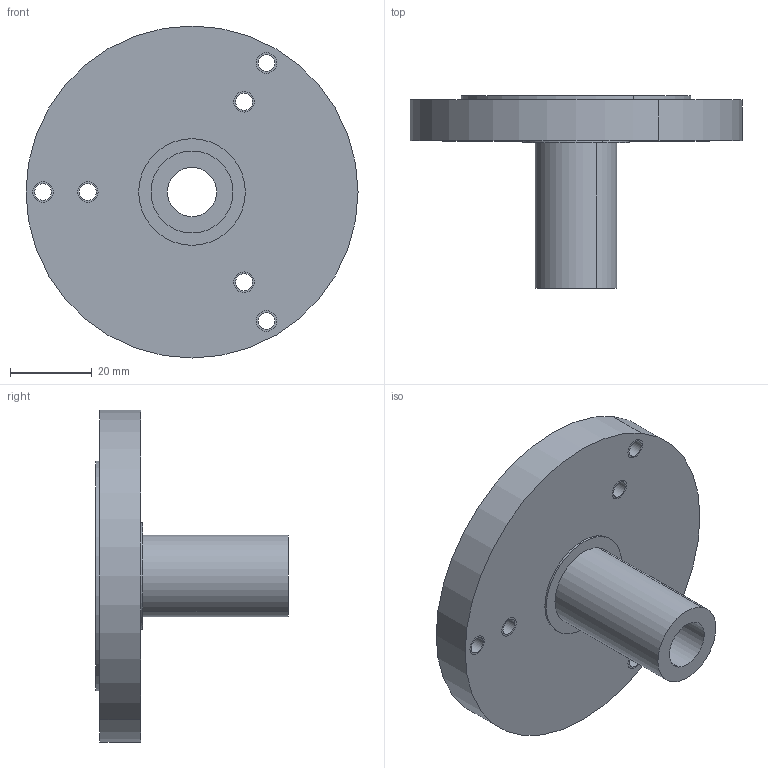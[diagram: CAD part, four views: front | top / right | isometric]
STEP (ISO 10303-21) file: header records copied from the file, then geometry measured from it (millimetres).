
FILE_DESCRIPTION(/* description */ ('VariCAD 2021-1.02 AP-214'),/* implementation_level */ '2;1');
FILE_NAME(/* name */ 'part-20_BtmBurrDisk.stp',/* time_stamp */ '2022-06-12T19:58:40+02:00',/* author */ (''),/* organization */ (''),/* preprocessor_version */ 'VariCAD 2021-1.02',/* originating_system */ 'VariCAD 2021-1.02; kernel version (20180118)',/* authorisation */ '');
FILE_SCHEMA(('AUTOMOTIVE_DESIGN'));
Length unit declared in the file: millimetre
Products named in the file (2): part-20_BtmBurrDisk
Assembly tree (1 placements, depth 2):
  part-20_BtmBurrDisk
    part-20_BtmBurrDisk
Bounding box: 81 x 47 x 81 mm (x, y, z)
Volume: 59249.9 mm3; surface area: 17500.8 mm2
Topology: 1 solids, 1 shells, 43 faces, 98 edges, 72 vertices
Faces by surface type: cylinder 26, plane 17
Entity records: 1535 total; most frequent: DIRECTION 264, CARTESIAN_POINT 217, ORIENTED_EDGE 196, AXIS2_PLACEMENT_3D 119, EDGE_CURVE 98, EDGE_LOOP 72, CIRCLE 72, VERTEX_POINT 72
